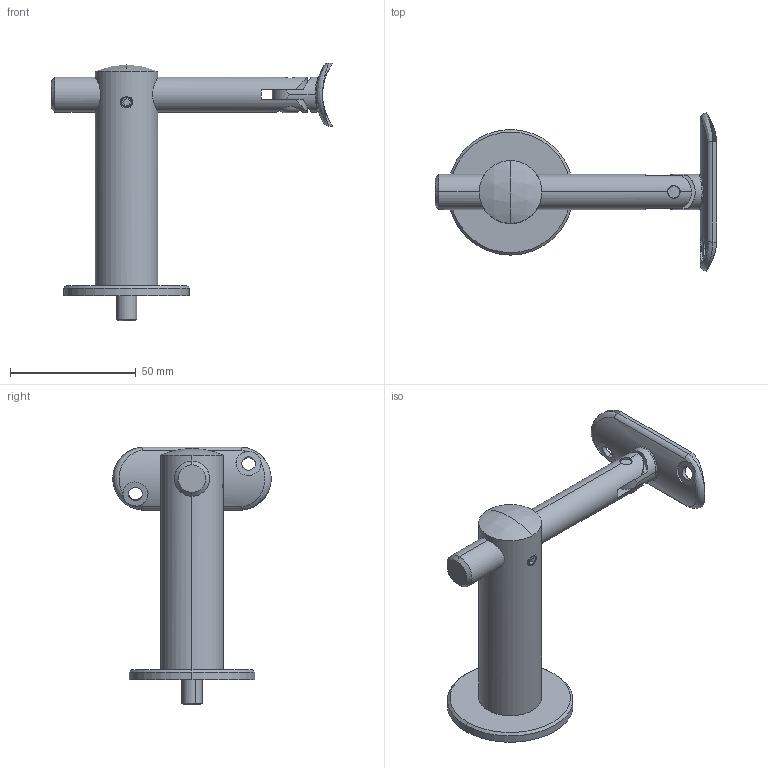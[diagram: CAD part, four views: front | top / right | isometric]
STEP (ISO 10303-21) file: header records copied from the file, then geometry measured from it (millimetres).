
FILE_DESCRIPTION (( 'STEP AP203' ), '1' );
FILE_NAME ('A_0145-042.STEP', '2018-11-17T05:19:29', ( '' ), ( '' ), 'SwSTEP 2.0', 'SolidWorks 2018', '' );
FILE_SCHEMA (( 'CONFIG_CONTROL_DESIGN' ));
Length unit declared in the file: millimetre
Products named in the file (8): A_0145-042.P1; A_0145-042.P4; A_0145-042.P3; A_0145-042; SKRUTKA DIN 913_SKRUTKA M 5X 5; DIN 913_SKRUTKA M 8X40; SKRUTKA stn iso 7380_M6x10; A_0145-042.P2
Assembly tree (7 placements, depth 2):
  A_0145-042
    A_0145-042.P1
    A_0145-042.P2
    A_0145-042.P3
    A_0145-042.P4
    SKRUTKA stn iso 7380_M6x10
    SKRUTKA DIN 913_SKRUTKA M 5X 5
    DIN 913_SKRUTKA M 8X40
Bounding box: 112.08 x 63 x 102.5 mm (x, y, z)
Volume: 65820.5 mm3; surface area: 24125.4 mm2
Topology: 7 solids, 7 shells, 130 faces, 312 edges, 195 vertices
Faces by surface type: cylinder 55, plane 47, cone 20, bspline 4, sphere 2, torus 2
Entity records: 6335 total; most frequent: CARTESIAN_POINT 2548, ORIENTED_EDGE 616, DIRECTION 602, EDGE_CURVE 308, AXIS2_PLACEMENT_3D 232, VERTEX_POINT 195, EDGE_LOOP 149, VECTOR 138
